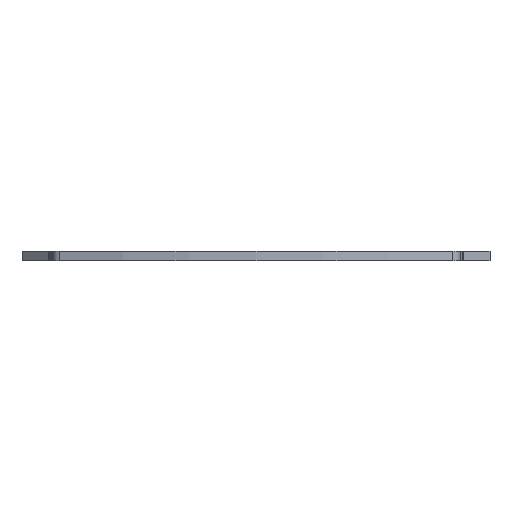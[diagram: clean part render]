
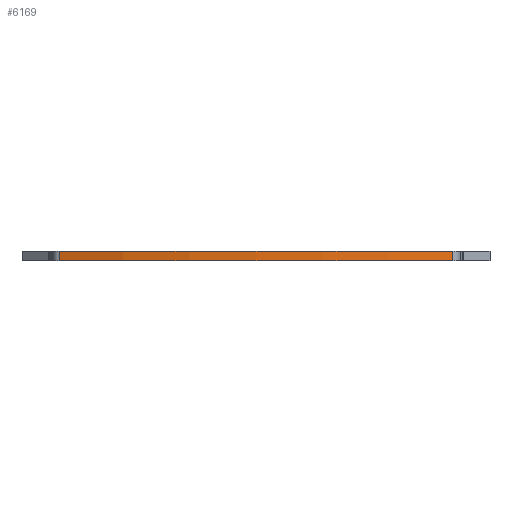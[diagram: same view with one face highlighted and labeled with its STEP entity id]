
A CAD part, front view. The second image highlights one B-rep face of the part: STEP entity #6169.
In plain terms, the highlighted cylindrical face has radius 104 mm (diameter 208 mm), a partial arc.
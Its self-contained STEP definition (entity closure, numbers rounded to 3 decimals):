
#84 = PLANE('',#85);
#85 = AXIS2_PLACEMENT_3D('',#86,#87,#88);
#86 = CARTESIAN_POINT('',(0.,-35.047,1.6));
#87 = DIRECTION('',(0.,0.,1.));
#88 = DIRECTION('',(1.,0.,-0.));
#139 = PLANE('',#140);
#140 = AXIS2_PLACEMENT_3D('',#141,#142,#143);
#141 = CARTESIAN_POINT('',(0.,-35.047,0.));
#142 = DIRECTION('',(0.,0.,1.));
#143 = DIRECTION('',(1.,0.,-0.));
#622 = VERTEX_POINT('',#623);
#623 = CARTESIAN_POINT('',(-34.744,-58.465,0.));
#638 = CYLINDRICAL_SURFACE('',#639,2.);
#639 = AXIS2_PLACEMENT_3D('',#640,#641,#642);
#640 = CARTESIAN_POINT('',(-34.075,-56.58,0.));
#641 = DIRECTION('',(-0.,-0.,-1.));
#642 = DIRECTION('',(1.,0.,-0.));
#650 = EDGE_CURVE('',#622,#651,#653,.T.);
#651 = VERTEX_POINT('',#652);
#652 = CARTESIAN_POINT('',(34.744,-58.465,0.));
#653 = SURFACE_CURVE('',#654,(#659,#666),.PCURVE_S1.);
#654 = CIRCLE('',#655,104.);
#655 = AXIS2_PLACEMENT_3D('',#656,#657,#658);
#656 = CARTESIAN_POINT('',(0.,39.56,0.));
#657 = DIRECTION('',(0.,0.,1.));
#658 = DIRECTION('',(1.,0.,-0.));
#659 = PCURVE('',#139,#660);
#660 = DEFINITIONAL_REPRESENTATION('',(#661),#665);
#661 = CIRCLE('',#662,104.);
#662 = AXIS2_PLACEMENT_2D('',#663,#664);
#663 = CARTESIAN_POINT('',(0.,74.608));
#664 = DIRECTION('',(1.,0.));
#665 = ( GEOMETRIC_REPRESENTATION_CONTEXT(2) 
PARAMETRIC_REPRESENTATION_CONTEXT() REPRESENTATION_CONTEXT('2D SPACE',''
  ) );
#666 = PCURVE('',#667,#672);
#667 = CYLINDRICAL_SURFACE('',#668,104.);
#668 = AXIS2_PLACEMENT_3D('',#669,#670,#671);
#669 = CARTESIAN_POINT('',(0.,39.56,0.));
#670 = DIRECTION('',(-0.,-0.,-1.));
#671 = DIRECTION('',(1.,0.,-0.));
#672 = DEFINITIONAL_REPRESENTATION('',(#673),#677);
#673 = LINE('',#674,#675);
#674 = CARTESIAN_POINT('',(-0.,0.));
#675 = VECTOR('',#676,1.);
#676 = DIRECTION('',(-1.,0.));
#677 = ( GEOMETRIC_REPRESENTATION_CONTEXT(2) 
PARAMETRIC_REPRESENTATION_CONTEXT() REPRESENTATION_CONTEXT('2D SPACE',''
  ) );
#696 = CYLINDRICAL_SURFACE('',#697,2.);
#697 = AXIS2_PLACEMENT_3D('',#698,#699,#700);
#698 = CARTESIAN_POINT('',(34.076,-56.58,0.));
#699 = DIRECTION('',(-0.,-0.,-1.));
#700 = DIRECTION('',(1.,0.,-0.));
#3526 = VERTEX_POINT('',#3527);
#3527 = CARTESIAN_POINT('',(-34.744,-58.465,1.6));
#3549 = EDGE_CURVE('',#3526,#3550,#3552,.T.);
#3550 = VERTEX_POINT('',#3551);
#3551 = CARTESIAN_POINT('',(34.744,-58.465,1.6));
#3552 = SURFACE_CURVE('',#3553,(#3558,#3565),.PCURVE_S1.);
#3553 = CIRCLE('',#3554,104.);
#3554 = AXIS2_PLACEMENT_3D('',#3555,#3556,#3557);
#3555 = CARTESIAN_POINT('',(0.,39.56,1.6));
#3556 = DIRECTION('',(0.,0.,1.));
#3557 = DIRECTION('',(1.,0.,-0.));
#3558 = PCURVE('',#84,#3559);
#3559 = DEFINITIONAL_REPRESENTATION('',(#3560),#3564);
#3560 = CIRCLE('',#3561,104.);
#3561 = AXIS2_PLACEMENT_2D('',#3562,#3563);
#3562 = CARTESIAN_POINT('',(0.,74.608));
#3563 = DIRECTION('',(1.,0.));
#3564 = ( GEOMETRIC_REPRESENTATION_CONTEXT(2) 
PARAMETRIC_REPRESENTATION_CONTEXT() REPRESENTATION_CONTEXT('2D SPACE',''
  ) );
#3565 = PCURVE('',#667,#3566);
#3566 = DEFINITIONAL_REPRESENTATION('',(#3567),#3571);
#3567 = LINE('',#3568,#3569);
#3568 = CARTESIAN_POINT('',(-0.,-1.6));
#3569 = VECTOR('',#3570,1.);
#3570 = DIRECTION('',(-1.,0.));
#3571 = ( GEOMETRIC_REPRESENTATION_CONTEXT(2) 
PARAMETRIC_REPRESENTATION_CONTEXT() REPRESENTATION_CONTEXT('2D SPACE',''
  ) );
#6119 = EDGE_CURVE('',#651,#3550,#6120,.T.);
#6120 = SURFACE_CURVE('',#6121,(#6125,#6132),.PCURVE_S1.);
#6121 = LINE('',#6122,#6123);
#6122 = CARTESIAN_POINT('',(34.744,-58.465,0.));
#6123 = VECTOR('',#6124,1.);
#6124 = DIRECTION('',(0.,0.,1.));
#6125 = PCURVE('',#696,#6126);
#6126 = DEFINITIONAL_REPRESENTATION('',(#6127),#6131);
#6127 = LINE('',#6128,#6129);
#6128 = CARTESIAN_POINT('',(-5.053,0.));
#6129 = VECTOR('',#6130,1.);
#6130 = DIRECTION('',(-0.,-1.));
#6131 = ( GEOMETRIC_REPRESENTATION_CONTEXT(2) 
PARAMETRIC_REPRESENTATION_CONTEXT() REPRESENTATION_CONTEXT('2D SPACE',''
  ) );
#6132 = PCURVE('',#667,#6133);
#6133 = DEFINITIONAL_REPRESENTATION('',(#6134),#6138);
#6134 = LINE('',#6135,#6136);
#6135 = CARTESIAN_POINT('',(-5.053,0.));
#6136 = VECTOR('',#6137,1.);
#6137 = DIRECTION('',(-0.,-1.));
#6138 = ( GEOMETRIC_REPRESENTATION_CONTEXT(2) 
PARAMETRIC_REPRESENTATION_CONTEXT() REPRESENTATION_CONTEXT('2D SPACE',''
  ) );
#6169 = ADVANCED_FACE('',(#6170),#667,.T.);
#6170 = FACE_BOUND('',#6171,.F.);
#6171 = EDGE_LOOP('',(#6172,#6193,#6194,#6195));
#6172 = ORIENTED_EDGE('',*,*,#6173,.T.);
#6173 = EDGE_CURVE('',#622,#3526,#6174,.T.);
#6174 = SURFACE_CURVE('',#6175,(#6179,#6186),.PCURVE_S1.);
#6175 = LINE('',#6176,#6177);
#6176 = CARTESIAN_POINT('',(-34.744,-58.465,0.));
#6177 = VECTOR('',#6178,1.);
#6178 = DIRECTION('',(0.,0.,1.));
#6179 = PCURVE('',#667,#6180);
#6180 = DEFINITIONAL_REPRESENTATION('',(#6181),#6185);
#6181 = LINE('',#6182,#6183);
#6182 = CARTESIAN_POINT('',(-4.372,0.));
#6183 = VECTOR('',#6184,1.);
#6184 = DIRECTION('',(-0.,-1.));
#6185 = ( GEOMETRIC_REPRESENTATION_CONTEXT(2) 
PARAMETRIC_REPRESENTATION_CONTEXT() REPRESENTATION_CONTEXT('2D SPACE',''
  ) );
#6186 = PCURVE('',#638,#6187);
#6187 = DEFINITIONAL_REPRESENTATION('',(#6188),#6192);
#6188 = LINE('',#6189,#6190);
#6189 = CARTESIAN_POINT('',(-4.372,0.));
#6190 = VECTOR('',#6191,1.);
#6191 = DIRECTION('',(-0.,-1.));
#6192 = ( GEOMETRIC_REPRESENTATION_CONTEXT(2) 
PARAMETRIC_REPRESENTATION_CONTEXT() REPRESENTATION_CONTEXT('2D SPACE',''
  ) );
#6193 = ORIENTED_EDGE('',*,*,#3549,.T.);
#6194 = ORIENTED_EDGE('',*,*,#6119,.F.);
#6195 = ORIENTED_EDGE('',*,*,#650,.F.);
